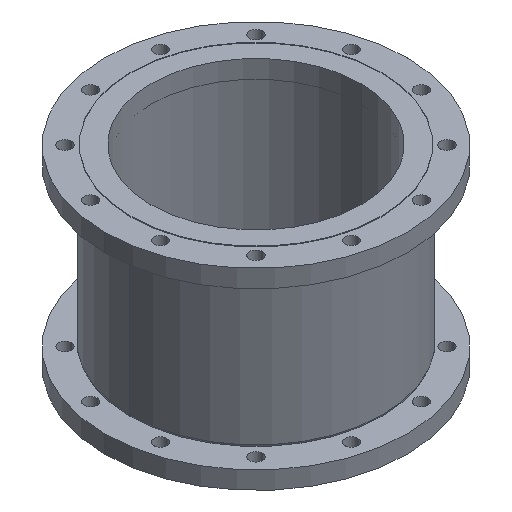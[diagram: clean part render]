
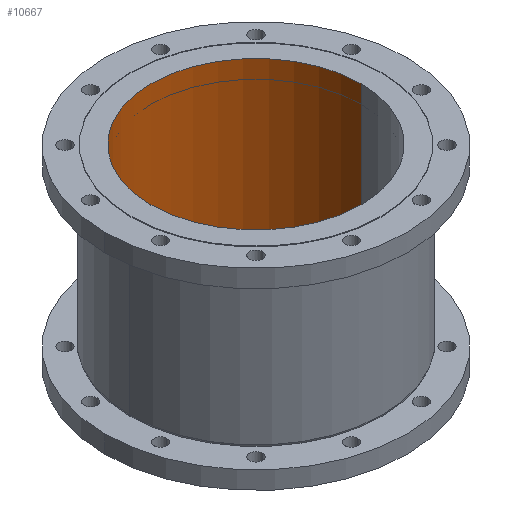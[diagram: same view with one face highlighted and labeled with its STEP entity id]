
A CAD part, isometric view. The second image highlights one B-rep face of the part: STEP entity #10667.
In plain terms, the highlighted cylindrical face has radius 130.2 mm (diameter 260.4 mm), a partial arc.
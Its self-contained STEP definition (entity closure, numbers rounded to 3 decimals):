
#808 = CARTESIAN_POINT ( 'NONE',  ( -130.2, 0., -240. ) ) ;
#1985 = CIRCLE ( 'NONE', #3386, 130.2 ) ;
#2812 = VERTEX_POINT ( 'NONE', #13355 ) ;
#3156 = LINE ( 'NONE', #7133, #14470 ) ;
#3386 = AXIS2_PLACEMENT_3D ( 'NONE', #13298, #22404, #4787 ) ;
#4787 = DIRECTION ( 'NONE',  ( 1., 0., 0. ) ) ;
#5909 = EDGE_CURVE ( 'NONE', #2812, #20683, #1985, .T. ) ;
#7133 = CARTESIAN_POINT ( 'NONE',  ( -130.2, 0., 10.973 ) ) ;
#9097 = DIRECTION ( 'NONE',  ( 1., 0., 0. ) ) ;
#10555 = ORIENTED_EDGE ( 'NONE', *, *, #20378, .F. ) ;
#10667 = ADVANCED_FACE ( 'NONE', ( #20397 ), #27002, .F. ) ;
#11367 = EDGE_CURVE ( 'NONE', #12815, #2812, #27369, .T. ) ;
#11609 = EDGE_CURVE ( 'NONE', #12815, #14861, #24227, .T. ) ;
#12815 = VERTEX_POINT ( 'NONE', #12895 ) ;
#12895 = CARTESIAN_POINT ( 'NONE',  ( 130.2, 0., -240. ) ) ;
#13298 = CARTESIAN_POINT ( 'NONE',  ( 0., 0., 0. ) ) ;
#13355 = CARTESIAN_POINT ( 'NONE',  ( 130.2, 0., 0. ) ) ;
#13436 = VECTOR ( 'NONE', #14158, 1000. ) ;
#13798 = CARTESIAN_POINT ( 'NONE',  ( 0., 0., 10.973 ) ) ;
#14158 = DIRECTION ( 'NONE',  ( 0., 0., 1. ) ) ;
#14470 = VECTOR ( 'NONE', #25013, 1000. ) ;
#14861 = VERTEX_POINT ( 'NONE', #808 ) ;
#16258 = AXIS2_PLACEMENT_3D ( 'NONE', #19257, #25844, #25994 ) ;
#19257 = CARTESIAN_POINT ( 'NONE',  ( 0., 0., -240. ) ) ;
#19760 = ORIENTED_EDGE ( 'NONE', *, *, #11367, .T. ) ;
#20378 = EDGE_CURVE ( 'NONE', #14861, #20683, #3156, .T. ) ;
#20397 = FACE_OUTER_BOUND ( 'NONE', #28353, .T. ) ;
#20683 = VERTEX_POINT ( 'NONE', #28685 ) ;
#20715 = ORIENTED_EDGE ( 'NONE', *, *, #5909, .T. ) ;
#22404 = DIRECTION ( 'NONE',  ( 0., 0., 1. ) ) ;
#24227 = CIRCLE ( 'NONE', #16258, 130.2 ) ;
#25013 = DIRECTION ( 'NONE',  ( 0., 0., 1. ) ) ;
#25300 = CARTESIAN_POINT ( 'NONE',  ( 130.2, 0., 10.973 ) ) ;
#25844 = DIRECTION ( 'NONE',  ( 0., 0., 1. ) ) ;
#25994 = DIRECTION ( 'NONE',  ( 1., 0., 0. ) ) ;
#26560 = AXIS2_PLACEMENT_3D ( 'NONE', #13798, #28922, #9097 ) ;
#27002 = CYLINDRICAL_SURFACE ( 'NONE', #26560, 130.2 ) ;
#27369 = LINE ( 'NONE', #25300, #13436 ) ;
#28280 = ORIENTED_EDGE ( 'NONE', *, *, #11609, .F. ) ;
#28353 = EDGE_LOOP ( 'NONE', ( #10555, #28280, #19760, #20715 ) ) ;
#28685 = CARTESIAN_POINT ( 'NONE',  ( -130.2, 0., 0. ) ) ;
#28922 = DIRECTION ( 'NONE',  ( 0., 0., 1. ) ) ;
